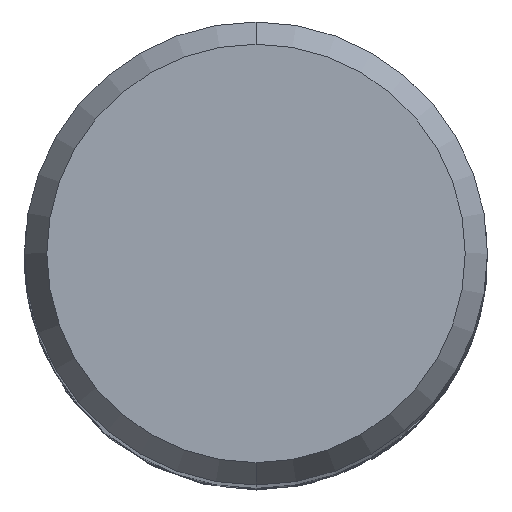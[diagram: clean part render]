
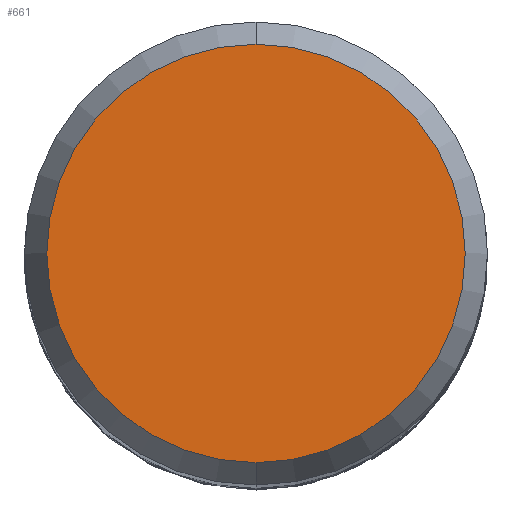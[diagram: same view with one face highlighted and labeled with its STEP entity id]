
A CAD part, top view. The second image highlights one B-rep face of the part: STEP entity #661.
In plain terms, the highlighted planar face has unit normal (0, 0, 1).
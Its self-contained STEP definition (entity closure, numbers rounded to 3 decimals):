
#647=VERTEX_POINT('',#1556);
#661=ADVANCED_FACE('',(#1570),#1571,.T.);
#967=EDGE_CURVE('',#647,#1183,#1910,.T.);
#1183=VERTEX_POINT('',#2143);
#1331=EDGE_CURVE('',#1183,#647,#2301,.T.);
#1556=CARTESIAN_POINT('',(0.,-5.423,0.0));
#1570=FACE_OUTER_BOUND('',#4640,.T.);
#1571=PLANE('',#4641);
#1910=CIRCLE('',#8815,5.423);
#2143=CARTESIAN_POINT('',(0.0,5.423,0.0));
#2301=CIRCLE('',#12632,5.423);
#4640=EDGE_LOOP('',(#13280,#13281));
#4641=AXIS2_PLACEMENT_3D('',#13282,#13283,#13284);
#8815=AXIS2_PLACEMENT_3D('',#13635,#13636,#13637);
#12632=AXIS2_PLACEMENT_3D('',#13967,#13968,#13969);
#13280=ORIENTED_EDGE('',*,*,#1331,.F.);
#13281=ORIENTED_EDGE('',*,*,#967,.F.);
#13282=CARTESIAN_POINT('',(0.0,2.711,0.0));
#13283=DIRECTION('',(-0.0,0.0,1.0));
#13284=DIRECTION('',(0.0,-1.0,0.0));
#13635=CARTESIAN_POINT('',(0.0,0.0,0.0));
#13636=DIRECTION('',(0.0,0.0,-1.0));
#13637=DIRECTION('',(0.0,1.0,0.0));
#13967=CARTESIAN_POINT('',(0.0,0.0,0.0));
#13968=DIRECTION('',(0.0,0.0,-1.0));
#13969=DIRECTION('',(0.0,1.0,0.0));
